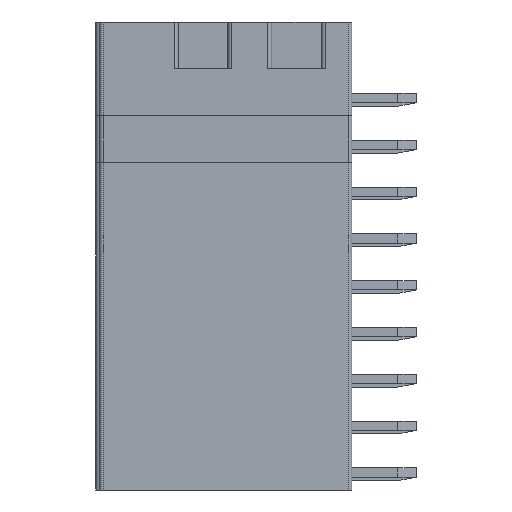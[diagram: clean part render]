
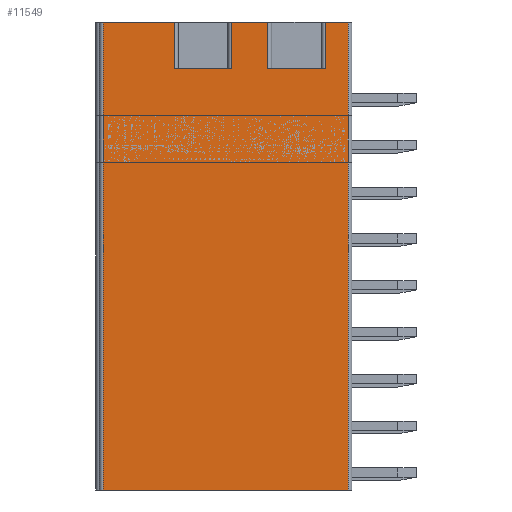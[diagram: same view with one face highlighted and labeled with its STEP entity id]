
A CAD part, left-side view. The second image highlights one B-rep face of the part: STEP entity #11549.
In plain terms, the highlighted planar face has unit normal (-1, 0, 0).
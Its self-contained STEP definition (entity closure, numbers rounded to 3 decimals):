
#379=DIRECTION('',(0.,0.,1.));
#380=VECTOR('',#379,25.4);
#381=CARTESIAN_POINT('',(0.,13.5,-22.86));
#382=LINE('',#381,#380);
#383=DIRECTION('',(0.,-1.,0.));
#384=VECTOR('',#383,3.1);
#385=CARTESIAN_POINT('',(0.,9.63,0.));
#386=LINE('',#385,#384);
#387=DIRECTION('',(0.,-1.,0.));
#388=VECTOR('',#387,3.1);
#389=CARTESIAN_POINT('',(0.,4.55,0.));
#390=LINE('',#389,#388);
#395=DIRECTION('',(0.,0.,1.));
#396=VECTOR('',#395,25.4);
#397=CARTESIAN_POINT('',(0.,0.2,-22.86));
#398=LINE('',#397,#396);
#807=DIRECTION('',(0.,-1.,0.));
#808=VECTOR('',#807,13.3);
#809=CARTESIAN_POINT('',(0.,13.5,-22.86));
#810=LINE('',#809,#808);
#1038=DIRECTION('',(0.,1.,0.));
#1039=VECTOR('',#1038,1.25);
#1040=CARTESIAN_POINT('',(0.,0.2,2.54));
#1041=LINE('',#1040,#1039);
#1056=DIRECTION('',(0.,1.,0.));
#1057=VECTOR('',#1056,1.98);
#1058=CARTESIAN_POINT('',(0.,4.55,2.54));
#1059=LINE('',#1058,#1057);
#1074=DIRECTION('',(0.,1.,0.));
#1075=VECTOR('',#1074,3.87);
#1076=CARTESIAN_POINT('',(0.,9.63,2.54));
#1077=LINE('',#1076,#1075);
#7451=DIRECTION('',(0.,0.,-1.));
#7452=VECTOR('',#7451,2.54);
#7453=CARTESIAN_POINT('',(0.,1.45,2.54));
#7454=LINE('',#7453,#7452);
#7460=DIRECTION('',(0.,0.,1.));
#7461=VECTOR('',#7460,2.54);
#7462=CARTESIAN_POINT('',(0.,9.63,0.));
#7463=LINE('',#7462,#7461);
#7505=DIRECTION('',(0.,0.,-1.));
#7506=VECTOR('',#7505,2.54);
#7507=CARTESIAN_POINT('',(0.,6.53,2.54));
#7508=LINE('',#7507,#7506);
#7530=DIRECTION('',(0.,0.,1.));
#7531=VECTOR('',#7530,2.54);
#7532=CARTESIAN_POINT('',(0.,4.55,0.));
#7533=LINE('',#7532,#7531);
#8367=CARTESIAN_POINT('',(0.,13.5,2.54));
#8368=VERTEX_POINT('',#8367);
#8369=CARTESIAN_POINT('',(0.,9.63,2.54));
#8370=VERTEX_POINT('',#8369);
#8371=CARTESIAN_POINT('',(0.,4.55,2.54));
#8372=CARTESIAN_POINT('',(0.,6.53,2.54));
#8373=VERTEX_POINT('',#8371);
#8374=VERTEX_POINT('',#8372);
#8375=CARTESIAN_POINT('',(0.,0.2,2.54));
#8376=CARTESIAN_POINT('',(0.,1.45,2.54));
#8377=VERTEX_POINT('',#8375);
#8378=VERTEX_POINT('',#8376);
#8668=CARTESIAN_POINT('',(0.,9.63,0.));
#8670=VERTEX_POINT('',#8668);
#8680=CARTESIAN_POINT('',(0.,1.45,0.));
#8682=VERTEX_POINT('',#8680);
#8686=CARTESIAN_POINT('',(0.,4.55,0.));
#8687=VERTEX_POINT('',#8686);
#8688=CARTESIAN_POINT('',(0.,6.53,0.));
#8690=VERTEX_POINT('',#8688);
#9878=CARTESIAN_POINT('',(0.,13.5,-22.86));
#9879=VERTEX_POINT('',#9878);
#9880=CARTESIAN_POINT('',(0.,0.2,-22.86));
#9881=VERTEX_POINT('',#9880);
#11519=CARTESIAN_POINT('',(0.,13.9,0.));
#11520=DIRECTION('',(-1.,0.,0.));
#11521=DIRECTION('',(0.,-1.,0.));
#11522=AXIS2_PLACEMENT_3D('',#11519,#11520,#11521);
#11523=PLANE('',#11522);
#11525=ORIENTED_EDGE('',*,*,#11524,.F.);
#11527=ORIENTED_EDGE('',*,*,#11526,.F.);
#11528=ORIENTED_EDGE('',*,*,#11509,.T.);
#11530=ORIENTED_EDGE('',*,*,#11529,.F.);
#11532=ORIENTED_EDGE('',*,*,#11531,.F.);
#11534=ORIENTED_EDGE('',*,*,#11533,.T.);
#11536=ORIENTED_EDGE('',*,*,#11535,.F.);
#11538=ORIENTED_EDGE('',*,*,#11537,.F.);
#11540=ORIENTED_EDGE('',*,*,#11539,.F.);
#11542=ORIENTED_EDGE('',*,*,#11541,.T.);
#11544=ORIENTED_EDGE('',*,*,#11543,.F.);
#11546=ORIENTED_EDGE('',*,*,#11545,.F.);
#11547=EDGE_LOOP('',(#11525,#11527,#11528,#11530,#11532,#11534,#11536,#11538,
#11540,#11542,#11544,#11546));
#11548=FACE_OUTER_BOUND('',#11547,.F.);
#11549=ADVANCED_FACE('',(#11548),#11523,.T.);
#11509=EDGE_CURVE('',#9879,#8368,#382,.T.);
#11524=EDGE_CURVE('',#9881,#8377,#398,.T.);
#11526=EDGE_CURVE('',#9879,#9881,#810,.T.);
#11529=EDGE_CURVE('',#8370,#8368,#1077,.T.);
#11531=EDGE_CURVE('',#8670,#8370,#7463,.T.);
#11533=EDGE_CURVE('',#8670,#8690,#386,.T.);
#11535=EDGE_CURVE('',#8374,#8690,#7508,.T.);
#11537=EDGE_CURVE('',#8373,#8374,#1059,.T.);
#11539=EDGE_CURVE('',#8687,#8373,#7533,.T.);
#11541=EDGE_CURVE('',#8687,#8682,#390,.T.);
#11543=EDGE_CURVE('',#8378,#8682,#7454,.T.);
#11545=EDGE_CURVE('',#8377,#8378,#1041,.T.);
